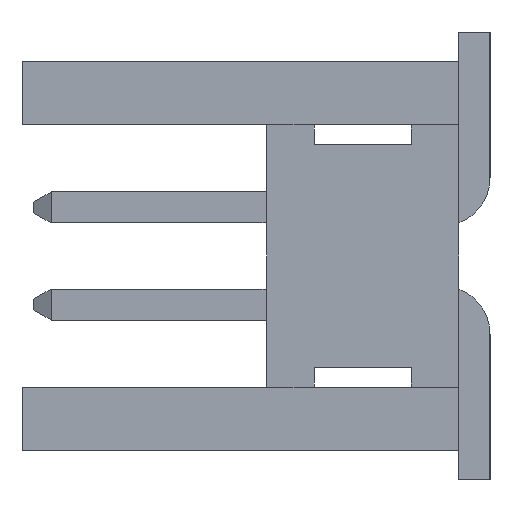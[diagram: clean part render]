
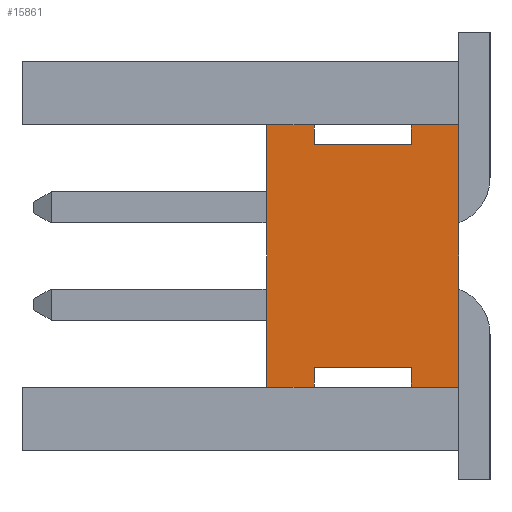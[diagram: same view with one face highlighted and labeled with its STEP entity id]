
A CAD part, left-side view. The second image highlights one B-rep face of the part: STEP entity #15861.
In plain terms, the highlighted planar face has unit normal (-1, 0, 0).
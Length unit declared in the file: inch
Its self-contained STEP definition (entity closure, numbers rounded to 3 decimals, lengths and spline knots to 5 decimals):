
#336=ORIENTED_EDGE('',*,*,#4972,.F.);
#337=ORIENTED_EDGE('',*,*,#4973,.F.);
#338=ORIENTED_EDGE('',*,*,#4863,.T.);
#339=ORIENTED_EDGE('',*,*,#4974,.T.);
#340=ORIENTED_EDGE('',*,*,#4854,.F.);
#341=ORIENTED_EDGE('',*,*,#4975,.F.);
#342=ORIENTED_EDGE('',*,*,#4976,.F.);
#343=ORIENTED_EDGE('',*,*,#4977,.F.);
#344=ORIENTED_EDGE('',*,*,#4859,.F.);
#345=ORIENTED_EDGE('',*,*,#4978,.F.);
#346=ORIENTED_EDGE('',*,*,#4867,.T.);
#347=ORIENTED_EDGE('',*,*,#4979,.F.);
#4854=EDGE_CURVE('',#7186,#7187,#8690,.T.);
#4859=EDGE_CURVE('',#7190,#7189,#8695,.T.);
#4863=EDGE_CURVE('',#7192,#7194,#8699,.T.);
#4867=EDGE_CURVE('',#7196,#7198,#8703,.T.);
#4972=EDGE_CURVE('',#7271,#7272,#8808,.T.);
#4973=EDGE_CURVE('',#7192,#7271,#8809,.T.);
#4974=EDGE_CURVE('',#7194,#7187,#8810,.T.);
#4975=EDGE_CURVE('',#7273,#7186,#8811,.T.);
#4976=EDGE_CURVE('',#7274,#7273,#8812,.T.);
#4977=EDGE_CURVE('',#7189,#7274,#8813,.T.);
#4978=EDGE_CURVE('',#7196,#7190,#8814,.T.);
#4979=EDGE_CURVE('',#7272,#7198,#8815,.T.);
#7186=VERTEX_POINT('',#21803);
#7187=VERTEX_POINT('',#21805);
#7189=VERTEX_POINT('',#21810);
#7190=VERTEX_POINT('',#21813);
#7192=VERTEX_POINT('',#21818);
#7194=VERTEX_POINT('',#21822);
#7196=VERTEX_POINT('',#21827);
#7198=VERTEX_POINT('',#21831);
#7271=VERTEX_POINT('',#22045);
#7272=VERTEX_POINT('',#22046);
#7273=VERTEX_POINT('',#22050);
#7274=VERTEX_POINT('',#22052);
#8690=LINE('',#21804,#10946);
#8695=LINE('',#21814,#10951);
#8699=LINE('',#21823,#10955);
#8703=LINE('',#21832,#10959);
#8808=LINE('',#22044,#11064);
#8809=LINE('',#22047,#11065);
#8810=LINE('',#22048,#11066);
#8811=LINE('',#22049,#11067);
#8812=LINE('',#22051,#11068);
#8813=LINE('',#22053,#11069);
#8814=LINE('',#22054,#11070);
#8815=LINE('',#22055,#11071);
#10946=VECTOR('',#17672,39.37008);
#10951=VECTOR('',#17679,39.37008);
#10955=VECTOR('',#17685,39.37008);
#10959=VECTOR('',#17691,39.37008);
#11064=VECTOR('',#17866,39.37008);
#11065=VECTOR('',#17867,39.37008);
#11066=VECTOR('',#17868,39.37008);
#11067=VECTOR('',#17869,39.37008);
#11068=VECTOR('',#17870,39.37008);
#11069=VECTOR('',#17871,39.37008);
#11070=VECTOR('',#17872,39.37008);
#11071=VECTOR('',#17873,39.37008);
#13219=EDGE_LOOP('',(#336,#337,#338,#339,#340,#341,#342,#343,#344,#345,
#346,#347));
#14137=FACE_BOUND('',#13219,.T.);
#15055=PLANE('',#16746);
#15861=ADVANCED_FACE('',(#14137),#15055,.F.);
#16746=AXIS2_PLACEMENT_3D('',#22043,#17864,#17865);
#17672=DIRECTION('',(0.,-1.,0.));
#17679=DIRECTION('',(0.,-1.,0.));
#17685=DIRECTION('',(0.,-1.,0.));
#17691=DIRECTION('',(0.,-1.,0.));
#17864=DIRECTION('',(1.,0.,0.));
#17865=DIRECTION('',(0.,0.,-1.));
#17866=DIRECTION('',(0.,1.,0.));
#17867=DIRECTION('',(0.,0.,1.));
#17868=DIRECTION('',(0.,0.,1.));
#17869=DIRECTION('',(0.,0.,1.));
#17870=DIRECTION('',(0.,-1.,0.));
#17871=DIRECTION('',(0.,0.,-1.));
#17872=DIRECTION('',(0.,0.,1.));
#17873=DIRECTION('',(0.,0.,-1.));
#21803=CARTESIAN_POINT('',(-0.5,0.0245,0.0675));
#21804=CARTESIAN_POINT('',(-0.5,0.099,0.0675));
#21805=CARTESIAN_POINT('',(-0.5,0.,0.0675));
#21810=CARTESIAN_POINT('',(-0.5,0.0745,0.0675));
#21813=CARTESIAN_POINT('',(-0.5,0.099,0.0675));
#21814=CARTESIAN_POINT('',(-0.5,0.099,0.0675));
#21818=CARTESIAN_POINT('',(-0.5,0.0245,-0.0675));
#21822=CARTESIAN_POINT('',(-0.5,0.,-0.0675));
#21823=CARTESIAN_POINT('',(-0.5,0.099,-0.0675));
#21827=CARTESIAN_POINT('',(-0.5,0.099,-0.0675));
#21831=CARTESIAN_POINT('',(-0.5,0.0745,-0.0675));
#21832=CARTESIAN_POINT('',(-0.5,0.099,-0.0675));
#22043=CARTESIAN_POINT('',(-0.5,0.099,-0.0675));
#22044=CARTESIAN_POINT('',(-0.5,0.0245,-0.0575));
#22045=CARTESIAN_POINT('',(-0.5,0.0245,-0.0575));
#22046=CARTESIAN_POINT('',(-0.5,0.0745,-0.0575));
#22047=CARTESIAN_POINT('',(-0.5,0.0245,-0.0675));
#22048=CARTESIAN_POINT('',(-0.5,0.,-0.0675));
#22049=CARTESIAN_POINT('',(-0.5,0.0245,0.0575));
#22050=CARTESIAN_POINT('',(-0.5,0.0245,0.0575));
#22051=CARTESIAN_POINT('',(-0.5,0.0745,0.0575));
#22052=CARTESIAN_POINT('',(-0.5,0.0745,0.0575));
#22053=CARTESIAN_POINT('',(-0.5,0.0745,0.0675));
#22054=CARTESIAN_POINT('',(-0.5,0.099,-0.0675));
#22055=CARTESIAN_POINT('',(-0.5,0.0745,-0.0575));
